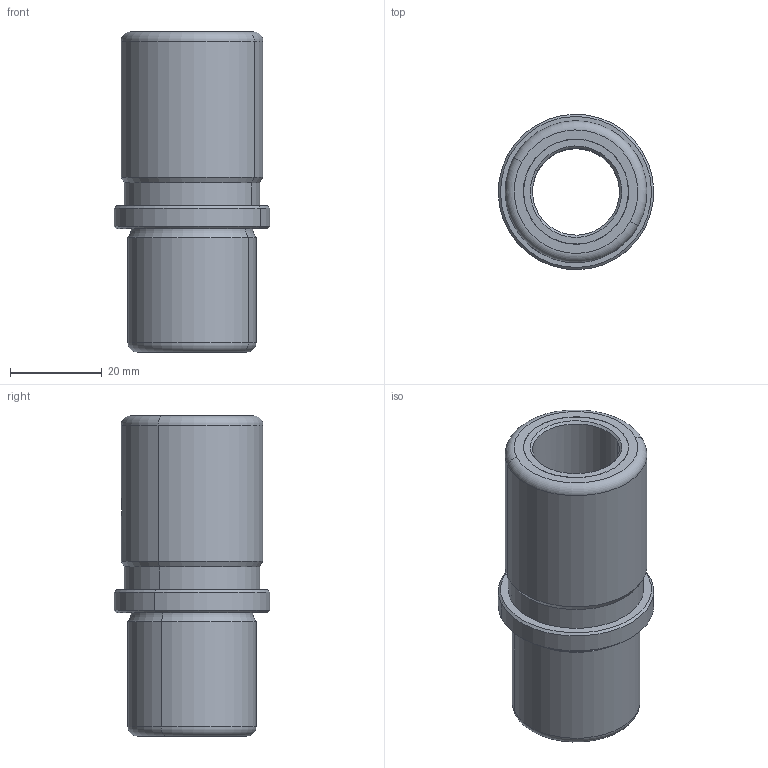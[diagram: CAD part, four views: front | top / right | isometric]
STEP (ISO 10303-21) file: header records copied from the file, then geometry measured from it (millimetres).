
FILE_DESCRIPTION(('CATIA V5 STEP Exchange'),'2;1');
FILE_NAME('RDBB201L.197027.stp','2017-05-31T21:43:35+00:00',('none'),('none'),'CATIA Version 5 Release 19 GA (IN-10)','CATIA V5 STEP AP203','none');
FILE_SCHEMA(('CONFIG_CONTROL_DESIGN'));
Length unit declared in the file: millimetre
Products named in the file (1): RDBB201L.197027
Bounding box: 33.99 x 33.99 x 70 mm (x, y, z)
Volume: 28981 mm3; surface area: 22007.6 mm2
Topology: 2 solids, 2 shells, 40 faces, 89 edges, 60 vertices
Faces by surface type: cylinder 18, cone 10, plane 6, torus 6
Entity records: 1158 total; most frequent: CARTESIAN_POINT 285, ORIENTED_EDGE 168, DIRECTION 137, EDGE_CURVE 84, AXIS2_PLACEMENT_3D 79, CIRCLE 50, EDGE_LOOP 50, VERTEX_POINT 50
